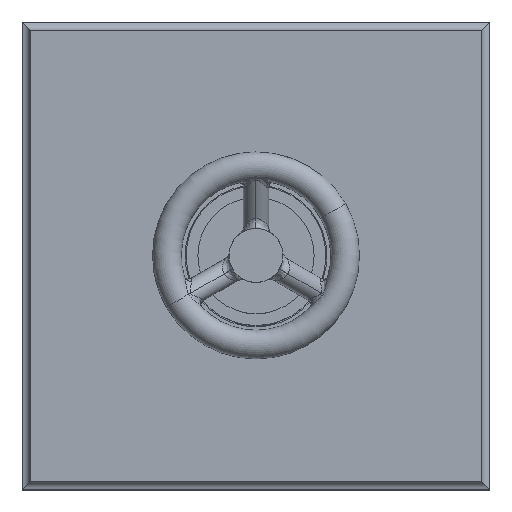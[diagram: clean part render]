
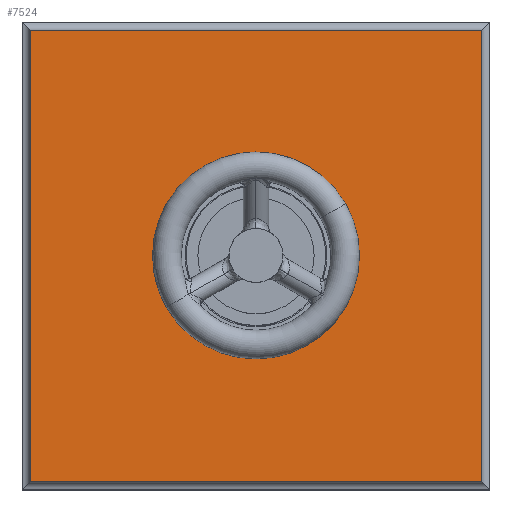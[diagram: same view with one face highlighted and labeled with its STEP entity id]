
A CAD part, top view. The second image highlights one B-rep face of the part: STEP entity #7524.
In plain terms, the highlighted planar face has unit normal (0, 0, 1).
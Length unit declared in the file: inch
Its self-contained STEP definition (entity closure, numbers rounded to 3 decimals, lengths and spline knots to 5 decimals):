
#2=DIRECTION('',(0.,-1.,0.));
#3=VECTOR('',#2,6.27);
#4=CARTESIAN_POINT('',(-3.135,3.135,0.313));
#5=LINE('',#4,#3);
#6=CARTESIAN_POINT('',(0.,0.,0.313));
#7=DIRECTION('',(0.,0.,-1.));
#8=DIRECTION('',(-1.,0.,0.));
#9=AXIS2_PLACEMENT_3D('',#6,#7,#8);
#11=CARTESIAN_POINT('',(0.,0.,0.313));
#12=DIRECTION('',(0.,0.,-1.));
#13=DIRECTION('',(1.,0.,0.));
#14=AXIS2_PLACEMENT_3D('',#11,#12,#13);
#16=DIRECTION('',(-1.,0.,0.));
#17=VECTOR('',#16,6.27);
#18=CARTESIAN_POINT('',(3.135,3.135,0.313));
#19=LINE('',#18,#17);
#98=DIRECTION('',(1.,0.,0.));
#99=VECTOR('',#98,6.27);
#100=CARTESIAN_POINT('',(-3.135,-3.135,0.313));
#101=LINE('',#100,#99);
#123=DIRECTION('',(0.,1.,0.));
#124=VECTOR('',#123,6.27);
#125=CARTESIAN_POINT('',(3.135,-3.135,0.313));
#126=LINE('',#125,#124);
#6470=CARTESIAN_POINT('',(-3.135,3.135,0.313));
#6471=CARTESIAN_POINT('',(-3.135,-3.135,0.313));
#6472=VERTEX_POINT('',#6470);
#6473=VERTEX_POINT('',#6471);
#6478=CARTESIAN_POINT('',(3.135,-3.135,0.313));
#6479=VERTEX_POINT('',#6478);
#6482=CARTESIAN_POINT('',(3.135,3.135,0.313));
#6483=VERTEX_POINT('',#6482);
#6490=CARTESIAN_POINT('',(-1.12,0.,0.313));
#6491=CARTESIAN_POINT('',(1.12,0.,0.313));
#6492=VERTEX_POINT('',#6490);
#6493=VERTEX_POINT('',#6491);
#7504=CARTESIAN_POINT('',(0.,0.,0.313));
#7505=DIRECTION('',(0.,0.,1.));
#7506=DIRECTION('',(1.,0.,0.));
#7507=AXIS2_PLACEMENT_3D('',#7504,#7505,#7506);
#7508=PLANE('',#7507);
#7509=ORIENTED_EDGE('',*,*,#7493,.F.);
#7511=ORIENTED_EDGE('',*,*,#7510,.F.);
#7513=ORIENTED_EDGE('',*,*,#7512,.F.);
#7515=ORIENTED_EDGE('',*,*,#7514,.F.);
#7516=EDGE_LOOP('',(#7509,#7511,#7513,#7515));
#7517=FACE_OUTER_BOUND('',#7516,.F.);
#7519=ORIENTED_EDGE('',*,*,#7518,.F.);
#7521=ORIENTED_EDGE('',*,*,#7520,.F.);
#7522=EDGE_LOOP('',(#7519,#7521));
#7523=FACE_BOUND('',#7522,.F.);
#7524=ADVANCED_FACE('',(#7517,#7523),#7508,.T.);
#10=CIRCLE('',#9,1.12);
#15=CIRCLE('',#14,1.12);
#7493=EDGE_CURVE('',#6472,#6473,#5,.T.);
#7510=EDGE_CURVE('',#6483,#6472,#19,.T.);
#7512=EDGE_CURVE('',#6479,#6483,#126,.T.);
#7514=EDGE_CURVE('',#6473,#6479,#101,.T.);
#7518=EDGE_CURVE('',#6492,#6493,#10,.T.);
#7520=EDGE_CURVE('',#6493,#6492,#15,.T.);
